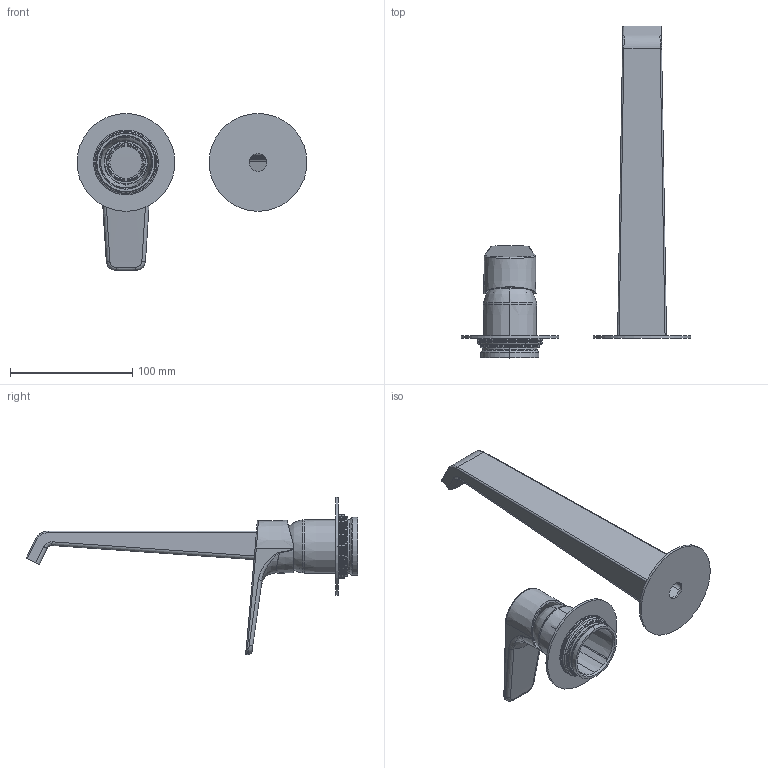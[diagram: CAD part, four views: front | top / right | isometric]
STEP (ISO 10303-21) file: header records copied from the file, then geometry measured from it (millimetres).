
FILE_DESCRIPTION(('CATIA V5 STEP Exchange','CAx-IF Rec.Pracs.--- Model Styling and Organization---1.5--- 2016-08-15','CAx-IF Rec.Pracs.---Supplemental Geometry---1.0---2011-11-01','CAx-IF Rec.Pracs.--- Composite Materials ---3.4---2017-06-13','CAx-IF Rec.Pracs.---Tessellated 3D Geometry---1.0---2015-12-17'),'2;1');
FILE_NAME('RL005511.stp','2023-05-26T11:42:53+00:00',('none'),('none'),'CATIA Version 5-6 Release 2020 SP2','CATIA V5 STEP AP242 v2','none');
FILE_SCHEMA(('AP242_MANAGED_MODEL_BASED_3D_ENGINEERING_MIM_LF {1 0 10303 442 1 1 4}'));
Products named in the file (1): RL005511
Bounding box: 188 x 271.4 x 128.38 mm (x, y, z)
Volume: 31487.4 mm3; surface area: 82173.8 mm2
Topology: 6 solids, 76 shells, 2450 faces, 6582 edges, 4194 vertices
Faces by surface type: cylinder 906, plane 781, bspline 411, torus 209, cone 125, sphere 10, revolution 6, extrusion 2
Entity records: 88297 total; most frequent: CARTESIAN_POINT 38858, ORIENTED_EDGE 12807, EDGE_CURVE 6572, DIRECTION 5805, VERTEX_POINT 4194, EDGE_LOOP 2745, VECTOR 2693, LINE 2691
